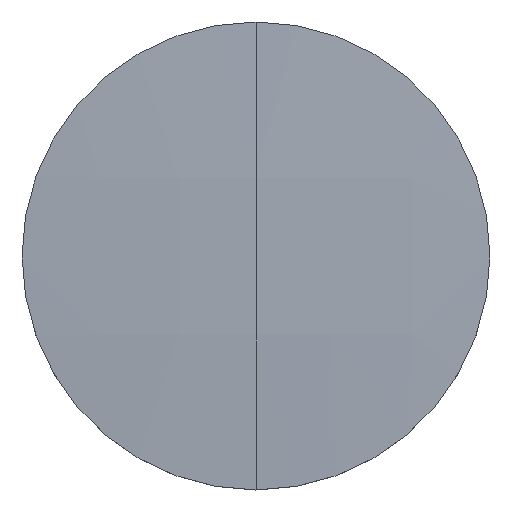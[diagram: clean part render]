
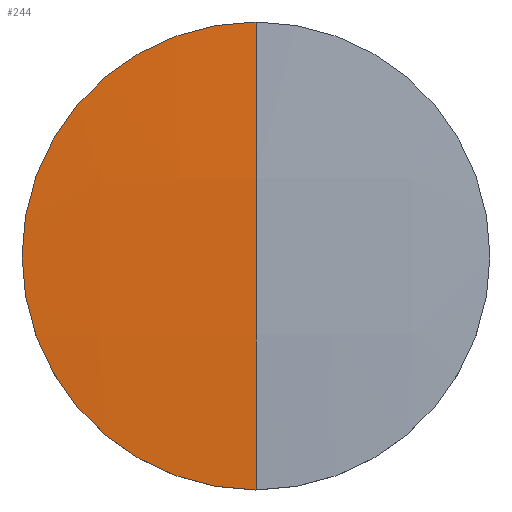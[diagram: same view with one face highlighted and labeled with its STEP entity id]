
A CAD part, top view. The second image highlights one B-rep face of the part: STEP entity #244.
In plain terms, the highlighted free-form (B-spline) face has degree [3, 3] with [4, 4] control points.
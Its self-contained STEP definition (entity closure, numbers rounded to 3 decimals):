
#2 = CARTESIAN_POINT ( 'NONE',  ( -19.14, 19.278, 4.028 ) ) ;
#9 = VERTEX_POINT ( 'NONE', #79 ) ;
#22 = CARTESIAN_POINT ( 'NONE',  ( -19.14, -19.278, 4.028 ) ) ;
#25 = CARTESIAN_POINT ( 'NONE',  ( 0., -6.432, 5.163 ) ) ;
#27 = CARTESIAN_POINT ( 'NONE',  ( 0., 19.278, 4.511 ) ) ;
#29 = CARTESIAN_POINT ( 'NONE',  ( -19.172, 6.432, 4.679 ) ) ;
#33 = ORIENTED_EDGE ( 'NONE', *, *, #200, .F. ) ;
#35 = EDGE_CURVE ( 'NONE', #9, #209, #161, .T. ) ;
#47 = CARTESIAN_POINT ( 'NONE',  ( -12.764, -19.278, 4.35 ) ) ;
#48 = CARTESIAN_POINT ( 'NONE',  ( -6.383, -19.278, 4.511 ) ) ;
#49 = CARTESIAN_POINT ( 'NONE',  ( -6.383, 19.278, 4.511 ) ) ;
#53 = EDGE_LOOP ( 'NONE', ( #278, #166, #33 ) ) ;
#67 = AXIS2_PLACEMENT_3D ( 'NONE', #271, #292, #203 ) ;
#68 = VERTEX_POINT ( 'NONE', #243 ) ;
#74 = EDGE_CURVE ( 'NONE', #9, #68, #97, .T. ) ;
#78 = CIRCLE ( 'NONE', #145, 19.05 ) ;
#79 = CARTESIAN_POINT ( 'NONE',  ( 0., -19.05, 4.522 ) ) ;
#87 = AXIS2_PLACEMENT_3D ( 'NONE', #109, #131, #293 ) ;
#97 = CIRCLE ( 'NONE', #87, 19.05 ) ;
#109 = CARTESIAN_POINT ( 'NONE',  ( 0., 0., 4.522 ) ) ;
#113 = CARTESIAN_POINT ( 'NONE',  ( 0., 6.432, 5.163 ) ) ;
#131 = DIRECTION ( 'NONE',  ( 0., 0., -1. ) ) ;
#133 = DIRECTION ( 'NONE',  ( 0., 0., -1. ) ) ;
#135 = CARTESIAN_POINT ( 'NONE',  ( -6.394, 6.432, 5.163 ) ) ;
#141 = FACE_OUTER_BOUND ( 'NONE', #53, .T. ) ;
#145 = AXIS2_PLACEMENT_3D ( 'NONE', #273, #133, #205 ) ;
#160 = CARTESIAN_POINT ( 'NONE',  ( -19.172, -6.432, 4.679 ) ) ;
#161 = CIRCLE ( 'NONE', #67, 380. ) ;
#166 = ORIENTED_EDGE ( 'NONE', *, *, #35, .T. ) ;
#184 = CARTESIAN_POINT ( 'NONE',  ( 0., -19.278, 4.511 ) ) ;
#200 = EDGE_CURVE ( 'NONE', #68, #209, #78, .T. ) ;
#203 = DIRECTION ( 'NONE',  ( 0., -1., 0. ) ) ;
#205 = DIRECTION ( 'NONE',  ( 1., 0., 0. ) ) ;
#207 = CARTESIAN_POINT ( 'NONE',  ( -12.786, 6.432, 5.002 ) ) ;
#209 = VERTEX_POINT ( 'NONE', #249 ) ;
#221 = CARTESIAN_POINT ( 'NONE',  ( -12.786, -6.432, 5.002 ) ) ;
#233 =( BOUNDED_SURFACE ( )  B_SPLINE_SURFACE ( 3, 3, ( 
 ( #184, #48, #47, #22 ),
 ( #25, #274, #221, #160 ),
 ( #113, #135, #207, #29 ),
 ( #27, #49, #276, #2 ) ),
 .UNSPECIFIED., .F., .F., .F. ) 
 B_SPLINE_SURFACE_WITH_KNOTS ( ( 4, 4 ),
 ( 4, 4 ),
 ( 0., 1. ),
 ( 0., 1. ),
 .UNSPECIFIED. ) 
 GEOMETRIC_REPRESENTATION_ITEM ( )  RATIONAL_B_SPLINE_SURFACE ( (
 ( 1., 1., 1., 1.),
 ( 0.999, 0.999, 0.999, 0.999),
 ( 0.999, 0.999, 0.999, 0.999),
 ( 1., 1., 1., 1.) ) ) 
 REPRESENTATION_ITEM ( '' )  SURFACE ( )  );
#243 = CARTESIAN_POINT ( 'NONE',  ( -19.05, 0., 4.522 ) ) ;
#244 = ADVANCED_FACE ( 'NONE', ( #141 ), #233, .T. ) ;
#249 = CARTESIAN_POINT ( 'NONE',  ( 0., 19.05, 4.522 ) ) ;
#271 = CARTESIAN_POINT ( 'NONE',  ( 0., 0., -375. ) ) ;
#273 = CARTESIAN_POINT ( 'NONE',  ( 0., 0., 4.522 ) ) ;
#274 = CARTESIAN_POINT ( 'NONE',  ( -6.394, -6.432, 5.163 ) ) ;
#276 = CARTESIAN_POINT ( 'NONE',  ( -12.764, 19.278, 4.35 ) ) ;
#278 = ORIENTED_EDGE ( 'NONE', *, *, #74, .F. ) ;
#292 = DIRECTION ( 'NONE',  ( -1., 0., 0. ) ) ;
#293 = DIRECTION ( 'NONE',  ( 1., 0., 0. ) ) ;
